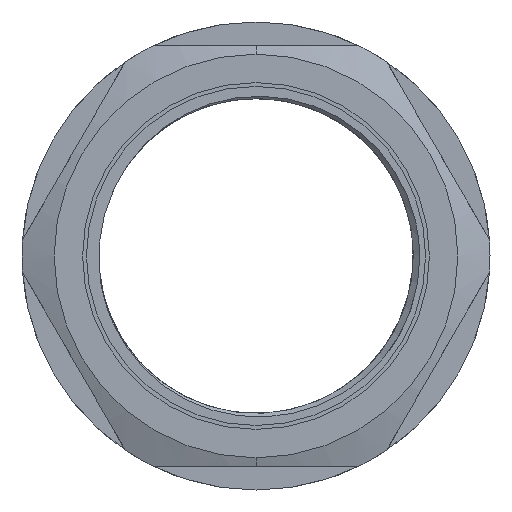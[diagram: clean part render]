
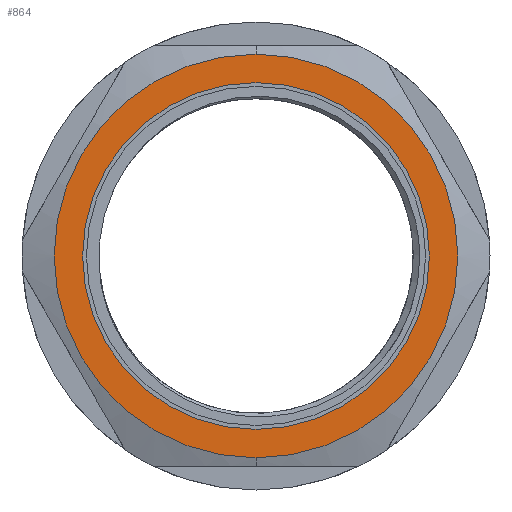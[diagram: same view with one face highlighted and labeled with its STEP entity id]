
A CAD part, front view. The second image highlights one B-rep face of the part: STEP entity #864.
In plain terms, the highlighted planar face has unit normal (0, -1, 0).
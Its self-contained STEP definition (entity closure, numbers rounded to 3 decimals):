
#2 = FACE_BOUND ( 'NONE', #2594, .T. ) ;
#3 = FACE_OUTER_BOUND ( 'NONE', #2608, .T. ) ;
#10 = PLANE ( 'NONE',  #187 ) ;
#14 = CARTESIAN_POINT ( 'NONE',  ( 22.95, -37., 0. ) ) ;
#27 = DIRECTION ( 'NONE',  ( 0., 1., 0. ) ) ;
#30 = DIRECTION ( 'NONE',  ( 0., 0., 1. ) ) ;
#178 = CIRCLE ( 'NONE', #179, 22.077 ) ;
#179 = AXIS2_PLACEMENT_3D ( 'NONE', #2006, #2010, #2025 ) ;
#187 = AXIS2_PLACEMENT_3D ( 'NONE', #14, #27, #30 ) ;
#209 = CIRCLE ( 'NONE', #220, 18.968 ) ;
#220 = AXIS2_PLACEMENT_3D ( 'NONE', #1358, #1331, #1347 ) ;
#232 = CIRCLE ( 'NONE', #245, 22.077 ) ;
#245 = AXIS2_PLACEMENT_3D ( 'NONE', #1683, #1721, #1724 ) ;
#246 = AXIS2_PLACEMENT_3D ( 'NONE', #1675, #1663, #1646 ) ;
#259 = CIRCLE ( 'NONE', #246, 18.968 ) ;
#399 = CARTESIAN_POINT ( 'NONE',  ( 0., -37., -22.077 ) ) ;
#406 = CARTESIAN_POINT ( 'NONE',  ( 0., -37., -18.968 ) ) ;
#422 = CARTESIAN_POINT ( 'NONE',  ( 0., -37., 18.968 ) ) ;
#435 = CARTESIAN_POINT ( 'NONE',  ( 0., -37., 22.077 ) ) ;
#864 = ADVANCED_FACE ( 'NONE', ( #2, #3 ), #10, .F. ) ;
#893 = EDGE_CURVE ( 'NONE', #1078, #1075, #178, .T. ) ;
#917 = EDGE_CURVE ( 'NONE', #1087, #1070, #209, .T. ) ;
#944 = EDGE_CURVE ( 'NONE', #1070, #1087, #259, .T. ) ;
#954 = EDGE_CURVE ( 'NONE', #1075, #1078, #232, .T. ) ;
#1070 = VERTEX_POINT ( 'NONE', #406 ) ;
#1075 = VERTEX_POINT ( 'NONE', #399 ) ;
#1078 = VERTEX_POINT ( 'NONE', #435 ) ;
#1087 = VERTEX_POINT ( 'NONE', #422 ) ;
#1331 = DIRECTION ( 'NONE',  ( 0., -1., 0. ) ) ;
#1347 = DIRECTION ( 'NONE',  ( 0., 0., 1. ) ) ;
#1358 = CARTESIAN_POINT ( 'NONE',  ( 0., -37., 0. ) ) ;
#1646 = DIRECTION ( 'NONE',  ( 0., 0., 1. ) ) ;
#1663 = DIRECTION ( 'NONE',  ( 0., -1., 0. ) ) ;
#1675 = CARTESIAN_POINT ( 'NONE',  ( 0., -37., 0. ) ) ;
#1683 = CARTESIAN_POINT ( 'NONE',  ( 0., -37., 0. ) ) ;
#1721 = DIRECTION ( 'NONE',  ( 0., 1., 0. ) ) ;
#1724 = DIRECTION ( 'NONE',  ( 0., 0., 1. ) ) ;
#2006 = CARTESIAN_POINT ( 'NONE',  ( 0., -37., 0. ) ) ;
#2010 = DIRECTION ( 'NONE',  ( 0., 1., 0. ) ) ;
#2025 = DIRECTION ( 'NONE',  ( 0., 0., 1. ) ) ;
#2573 = ORIENTED_EDGE ( 'NONE', *, *, #954, .F. ) ;
#2575 = ORIENTED_EDGE ( 'NONE', *, *, #944, .F. ) ;
#2581 = ORIENTED_EDGE ( 'NONE', *, *, #893, .F. ) ;
#2585 = ORIENTED_EDGE ( 'NONE', *, *, #917, .F. ) ;
#2594 = EDGE_LOOP ( 'NONE', ( #2585, #2575 ) ) ;
#2608 = EDGE_LOOP ( 'NONE', ( #2581, #2573 ) ) ;
